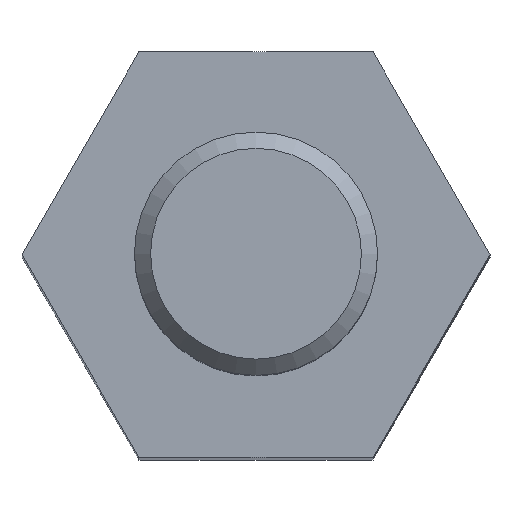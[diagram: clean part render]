
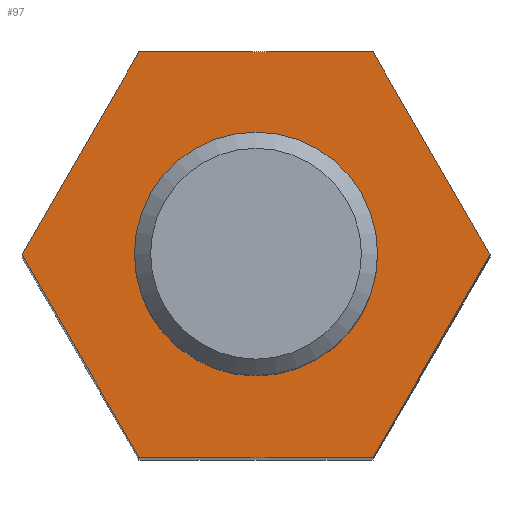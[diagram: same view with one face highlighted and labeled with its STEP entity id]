
A CAD part, top view. The second image highlights one B-rep face of the part: STEP entity #97.
In plain terms, the highlighted planar face has unit normal (0, 0, 1).
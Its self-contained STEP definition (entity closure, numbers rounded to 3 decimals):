
#97 = ADVANCED_FACE( '', ( #199, #200 ), #201, .T. );
#199 = FACE_BOUND( '', #293, .T. );
#200 = FACE_OUTER_BOUND( '', #294, .T. );
#201 = PLANE( '', #295 );
#293 = EDGE_LOOP( '', ( #470 ) );
#294 = EDGE_LOOP( '', ( #471, #472, #473, #474, #475, #476 ) );
#295 = AXIS2_PLACEMENT_3D( '', #477, #478, #479 );
#470 = ORIENTED_EDGE( '', *, *, #487, .T. );
#471 = ORIENTED_EDGE( '', *, *, #520, .T. );
#472 = ORIENTED_EDGE( '', *, *, #526, .T. );
#473 = ORIENTED_EDGE( '', *, *, #532, .T. );
#474 = ORIENTED_EDGE( '', *, *, #507, .T. );
#475 = ORIENTED_EDGE( '', *, *, #543, .T. );
#476 = ORIENTED_EDGE( '', *, *, #483, .T. );
#477 = CARTESIAN_POINT( '', ( 0., 0., 20. ) );
#478 = DIRECTION( '', ( 0., 0., 1. ) );
#479 = DIRECTION( '', ( 1., 0., 0. ) );
#483 = EDGE_CURVE( '', #553, #551, #554, .T. );
#487 = EDGE_CURVE( '', #559, #559, #560, .F. );
#507 = EDGE_CURVE( '', #591, #589, #592, .T. );
#520 = EDGE_CURVE( '', #551, #609, #611, .T. );
#526 = EDGE_CURVE( '', #609, #616, #618, .T. );
#532 = EDGE_CURVE( '', #616, #591, #626, .T. );
#543 = EDGE_CURVE( '', #589, #553, #638, .T. );
#551 = VERTEX_POINT( '', #653 );
#553 = VERTEX_POINT( '', #656 );
#554 = LINE( '', #657, #658 );
#559 = VERTEX_POINT( '', #669 );
#560 = CIRCLE( '', #670, 1.267 );
#589 = VERTEX_POINT( '', #737 );
#591 = VERTEX_POINT( '', #740 );
#592 = LINE( '', #741, #742 );
#609 = VERTEX_POINT( '', #772 );
#611 = LINE( '', #775, #776 );
#616 = VERTEX_POINT( '', #786 );
#618 = LINE( '', #789, #790 );
#626 = LINE( '', #798, #799 );
#638 = LINE( '', #816, #817 );
#653 = CARTESIAN_POINT( '', ( 1.443, 2.5, 20. ) );
#656 = CARTESIAN_POINT( '', ( 2.887, 0., 20. ) );
#657 = CARTESIAN_POINT( '', ( 2.887, 0., 20. ) );
#658 = VECTOR( '', #822, 1000. );
#669 = CARTESIAN_POINT( '', ( 1.267, 0., 20. ) );
#670 = AXIS2_PLACEMENT_3D( '', #824, #825, #826 );
#737 = CARTESIAN_POINT( '', ( 1.443, -2.5, 20. ) );
#740 = CARTESIAN_POINT( '', ( -1.443, -2.5, 20. ) );
#741 = CARTESIAN_POINT( '', ( -1.443, -2.5, 20. ) );
#742 = VECTOR( '', #846, 1000. );
#772 = CARTESIAN_POINT( '', ( -1.443, 2.5, 20. ) );
#775 = CARTESIAN_POINT( '', ( 1.443, 2.5, 20. ) );
#776 = VECTOR( '', #861, 1000. );
#786 = CARTESIAN_POINT( '', ( -2.887, 0., 20. ) );
#789 = CARTESIAN_POINT( '', ( -1.443, 2.5, 20. ) );
#790 = VECTOR( '', #866, 1000. );
#798 = CARTESIAN_POINT( '', ( -2.887, 0., 20. ) );
#799 = VECTOR( '', #873, 1000. );
#816 = CARTESIAN_POINT( '', ( 1.443, -2.5, 20. ) );
#817 = VECTOR( '', #883, 1000. );
#822 = DIRECTION( '', ( -0.5, 0.866, 0. ) );
#824 = CARTESIAN_POINT( '', ( 0., 0., 20. ) );
#825 = DIRECTION( '', ( 0., 0., 1. ) );
#826 = DIRECTION( '', ( 1., 0., 0. ) );
#846 = DIRECTION( '', ( 1., 0., 0. ) );
#861 = DIRECTION( '', ( -1., 0., 0. ) );
#866 = DIRECTION( '', ( -0.5, -0.866, 0. ) );
#873 = DIRECTION( '', ( 0.5, -0.866, 0. ) );
#883 = DIRECTION( '', ( 0.5, 0.866, 0. ) );
